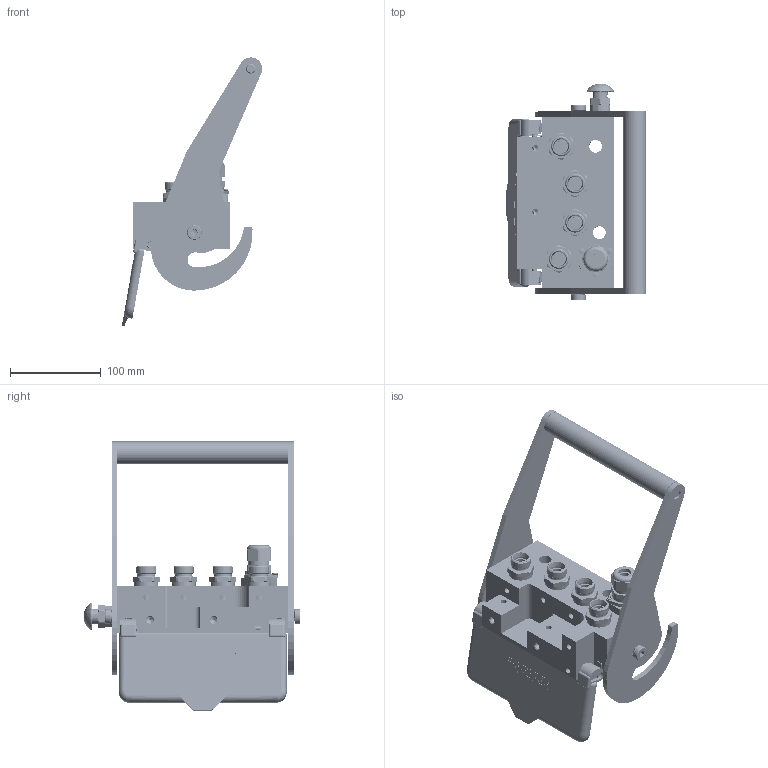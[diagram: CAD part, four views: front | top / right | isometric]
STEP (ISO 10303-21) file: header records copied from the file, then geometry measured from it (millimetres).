
FILE_DESCRIPTION (( 'STEP AP214' ), '1' );
FILE_NAME ('FASTER.step', '2022-05-11T06:48:42', ( '' ), ( '' ), 'SwSTEP 2.0', 'SolidWorks 2017', '' );
FILE_SCHEMA (( 'AUTOMOTIVE_DESIGN' ));
Length unit declared in the file: millimetre
Products named in the file (37): 2ffnb38-2_22_f; 4830_001_0005_300; A_2ffnb38-2_22_f; 4830_024_0002_010; 4830_001_0001_004; 4830_025_2000_000; 4830_020_0000_003; 4241_072_0000_200; FASTER; et007; ET011-ET007; 4830_027_0000_001; 4830_024_0002_000_ASM; 4830_022_0000_011; 4830_024_0002_020; 4830_047_0000_000; 0048_042_0412_000; 4830_001_0004_000; conn_7p_f_ps06; CURS_MOLLA_38; sicura_p5; 4132_014_0000_000; 4132_072_0000_300; PS06-1_F_BASE; et011; 4830_001_0005_301; 4830_024_0002_000; 4830_070_0000_001; 0048_317_1000_000; 4830_025_0000_001; 4830_025_1000_000; 4830_013_3000_020; or1_5x7_m; 4850_007_0000_000; corspel08-7_f; 4830_044_0000_001
Assembly tree (44 placements, depth 4):
  FASTER
    PS06-1_F_BASE
      4830_020_0000_003
      4830_001_0001_004
      4830_001_0004_000  x2
      4830_013_3000_020  x2
      0048_317_1000_000  x2
      4830_001_0005_300
      4830_001_0005_301
    A_2ffnb38-2_22_f  x4
      CURS_MOLLA_38
        4132_072_0000_300
        4132_014_0000_000
      2ffnb38-2_22_f
        2ffnb38-2_22_f
    conn_7p_f_ps06
      4830_044_0000_001  x3
      4830_047_0000_000
      4850_007_0000_000
      4241_072_0000_200
      corspel08-7_f
    4830_024_0002_000
      4830_024_0002_000_ASM
        4830_024_0002_010
        4830_027_0000_001
        4830_024_0002_020
      sicura_p5
        4830_025_0000_001
        or1_5x7_m
        0048_042_0412_000
      4830_025_2000_000
      4830_025_1000_000
      4830_022_0000_011
      4830_070_0000_001
    ET011-ET007
      et011
      et007
Bounding box: 154.29 x 238.48 x 296.01 mm (x, y, z)
Volume: 275036.2 mm3; surface area: 327538.6 mm2
Topology: 29 solids, 93 shells, 5096 faces, 13253 edges, 8520 vertices
Faces by surface type: plane 3322, cylinder 861, cone 425, torus 256, bspline 215, sphere 17
Entity records: 171408 total; most frequent: CARTESIAN_POINT 57071, ORIENTED_EDGE 23438, DIRECTION 21325, EDGE_CURVE 11792, LINE 9343, VECTOR 9343, VERTEX_POINT 7659, AXIS2_PLACEMENT_3D 5991
